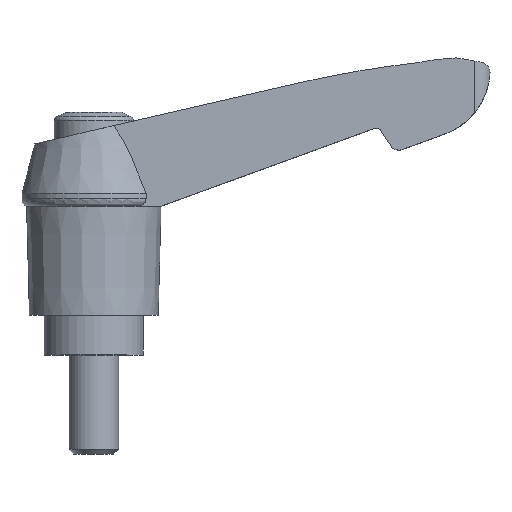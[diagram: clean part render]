
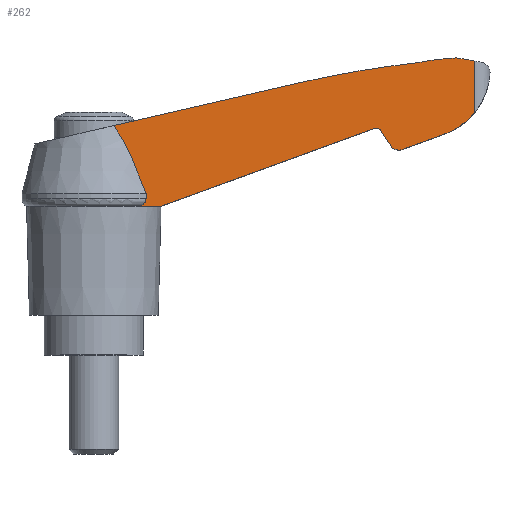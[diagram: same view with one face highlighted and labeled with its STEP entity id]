
A CAD part, top view. The second image highlights one B-rep face of the part: STEP entity #262.
In plain terms, the highlighted planar face has unit normal (0.035, 0, 0.999).
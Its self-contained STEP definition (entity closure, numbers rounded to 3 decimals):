
#262 = ADVANCED_FACE( '', ( #535 ), #536, .F. );
#535 = FACE_OUTER_BOUND( '', #806, .T. );
#536 = PLANE( '', #807 );
#806 = EDGE_LOOP( '', ( #1518, #1519, #1520, #1521, #1522, #1523, #1524, #1525, #1526, #1527, #1528, #1529, #1530, #1531, #1532 ) );
#807 = AXIS2_PLACEMENT_3D( '', #1533, #1534, #1535 );
#1518 = ORIENTED_EDGE( '', *, *, #1848, .F. );
#1519 = ORIENTED_EDGE( '', *, *, #1881, .T. );
#1520 = ORIENTED_EDGE( '', *, *, #1644, .F. );
#1521 = ORIENTED_EDGE( '', *, *, #1882, .F. );
#1522 = ORIENTED_EDGE( '', *, *, #1883, .T. );
#1523 = ORIENTED_EDGE( '', *, *, #1781, .F. );
#1524 = ORIENTED_EDGE( '', *, *, #1620, .F. );
#1525 = ORIENTED_EDGE( '', *, *, #1774, .F. );
#1526 = ORIENTED_EDGE( '', *, *, #1673, .F. );
#1527 = ORIENTED_EDGE( '', *, *, #1597, .F. );
#1528 = ORIENTED_EDGE( '', *, *, #1753, .F. );
#1529 = ORIENTED_EDGE( '', *, *, #1681, .F. );
#1530 = ORIENTED_EDGE( '', *, *, #1662, .F. );
#1531 = ORIENTED_EDGE( '', *, *, #1600, .F. );
#1532 = ORIENTED_EDGE( '', *, *, #1677, .F. );
#1533 = CARTESIAN_POINT( '', ( 0., 35., 5.157 ) );
#1534 = DIRECTION( '', ( -0.035, 0., -0.999 ) );
#1535 = DIRECTION( '', ( -0.999, 0., 0.035 ) );
#1597 = EDGE_CURVE( '', #1897, #1899, #1900, .T. );
#1600 = EDGE_CURVE( '', #1903, #1904, #1905, .T. );
#1620 = EDGE_CURVE( '', #1939, #1934, #1941, .T. );
#1644 = EDGE_CURVE( '', #1981, #1982, #1983, .T. );
#1662 = EDGE_CURVE( '', #1904, #2008, #2012, .T. );
#1673 = EDGE_CURVE( '', #1899, #2014, #2031, .T. );
#1677 = EDGE_CURVE( '', #2035, #1903, #2037, .T. );
#1681 = EDGE_CURVE( '', #2008, #2039, #2043, .T. );
#1753 = EDGE_CURVE( '', #2039, #1897, #2158, .T. );
#1774 = EDGE_CURVE( '', #2014, #1939, #2187, .T. );
#1781 = EDGE_CURVE( '', #1934, #2192, #2196, .T. );
#1848 = EDGE_CURVE( '', #2284, #2035, #2286, .T. );
#1881 = EDGE_CURVE( '', #2284, #1982, #2324, .T. );
#1882 = EDGE_CURVE( '', #2325, #1981, #2326, .T. );
#1883 = EDGE_CURVE( '', #2325, #2192, #2327, .T. );
#1897 = VERTEX_POINT( '', #2352 );
#1899 = VERTEX_POINT( '', #2357 );
#1900 = LINE( '', #2358, #2359 );
#1903 = VERTEX_POINT( '', #2381 );
#1904 = VERTEX_POINT( '', #2382 );
#1905 = LINE( '', #2383, #2384 );
#1934 = VERTEX_POINT( '', #2438 );
#1939 = VERTEX_POINT( '', #2444 );
#1941 = ELLIPSE( '', #2447, 1.001, 1. );
#1981 = VERTEX_POINT( '', #2507 );
#1982 = VERTEX_POINT( '', #2508 );
#1983 = LINE( '', #2509, #2510 );
#2008 = VERTEX_POINT( '', #2543 );
#2012 = ELLIPSE( '', #2548, 105.065, 105. );
#2014 = VERTEX_POINT( '', #2550 );
#2031 = ELLIPSE( '', #2599, 7.004, 7. );
#2035 = VERTEX_POINT( '', #2612 );
#2037 = B_SPLINE_CURVE_WITH_KNOTS( '', 3, ( #2614, #2615, #2616, #2617, #2618, #2619, #2620, #2621, #2622, #2623 ), .UNSPECIFIED., .F., .F., ( 4, 2, 2, 2, 4 ), ( 0., 0.004, 0.006, 0.007, 0.008 ), .UNSPECIFIED. );
#2039 = VERTEX_POINT( '', #2625 );
#2043 = ELLIPSE( '', #2630, 29.818, 29.8 );
#2158 = ELLIPSE( '', #2796, 31.019, 31. );
#2187 = LINE( '', #2831, #2832 );
#2192 = VERTEX_POINT( '', #2840 );
#2196 = LINE( '', #2846, #2847 );
#2284 = VERTEX_POINT( '', #2969 );
#2286 = LINE( '', #2971, #2972 );
#2324 = B_SPLINE_CURVE_WITH_KNOTS( '', 3, ( #3032, #3033, #3034, #3035, #3036, #3037 ), .UNSPECIFIED., .F., .F., ( 4, 2, 4 ), ( 0., 0.001, 0.001 ), .UNSPECIFIED. );
#2325 = VERTEX_POINT( '', #3038 );
#2326 = LINE( '', #3039, #3040 );
#2327 = ELLIPSE( '', #3041, 0.5, 0.5 );
#2352 = CARTESIAN_POINT( '', ( 38.456, 29.67, 3.804 ) );
#2357 = CARTESIAN_POINT( '', ( 38.456, 24.475, 3.804 ) );
#2358 = CARTESIAN_POINT( '', ( 38.456, 35., 3.804 ) );
#2359 = VECTOR( '', #3054, 1000. );
#2381 = CARTESIAN_POINT( '', ( 2.014, 23.149, 5.086 ) );
#2382 = CARTESIAN_POINT( '', ( 21., 27.532, 4.418 ) );
#2383 = CARTESIAN_POINT( '', ( 20.906, 27.511, 4.422 ) );
#2384 = VECTOR( '', #3055, 1000. );
#2438 = CARTESIAN_POINT( '', ( 29.977, 21.134, 4.102 ) );
#2444 = CARTESIAN_POINT( '', ( 31.148, 20.754, 4.061 ) );
#2447 = AXIS2_PLACEMENT_3D( '', #3081, #3082, #3083 );
#2507 = CARTESIAN_POINT( '', ( 6.7, 15., 4.921 ) );
#2508 = CARTESIAN_POINT( '', ( 4.596, 15., 4.995 ) );
#2509 = CARTESIAN_POINT( '', ( -0.074, 15., 5.159 ) );
#2510 = VECTOR( '', #3110, 1000. );
#2543 = CARTESIAN_POINT( '', ( 32.6, 29.5, 4.01 ) );
#2548 = AXIS2_PLACEMENT_3D( '', #3135, #3136, #3137 );
#2550 = CARTESIAN_POINT( '', ( 35.1, 22.192, 3.922 ) );
#2599 = AXIS2_PLACEMENT_3D( '', #3151, #3152, #3153 );
#2612 = CARTESIAN_POINT( '', ( 5.277, 16.3, 4.971 ) );
#2614 = CARTESIAN_POINT( '', ( 5.277, 16.3, 4.971 ) );
#2615 = CARTESIAN_POINT( '', ( 4.838, 17.49, 4.987 ) );
#2616 = CARTESIAN_POINT( '', ( 4.376, 18.673, 5.003 ) );
#2617 = CARTESIAN_POINT( '', ( 3.6, 20.41, 5.03 ) );
#2618 = CARTESIAN_POINT( '', ( 3.327, 20.983, 5.04 ) );
#2619 = CARTESIAN_POINT( '', ( 2.876, 21.822, 5.056 ) );
#2620 = CARTESIAN_POINT( '', ( 2.72, 22.097, 5.061 ) );
#2621 = CARTESIAN_POINT( '', ( 2.385, 22.636, 5.073 ) );
#2622 = CARTESIAN_POINT( '', ( 2.207, 22.899, 5.079 ) );
#2623 = CARTESIAN_POINT( '', ( 2.014, 23.149, 5.086 ) );
#2625 = CARTESIAN_POINT( '', ( 36.6, 30., 3.87 ) );
#2630 = AXIS2_PLACEMENT_3D( '', #3161, #3162, #3163 );
#2796 = AXIS2_PLACEMENT_3D( '', #3250, #3251, #3252 );
#2831 = CARTESIAN_POINT( '', ( 31.049, 20.718, 4.065 ) );
#2832 = VECTOR( '', #3280, 1000. );
#2840 = CARTESIAN_POINT( '', ( 28.929, 22.687, 4.139 ) );
#2846 = CARTESIAN_POINT( '', ( 28.895, 22.738, 4.141 ) );
#2847 = VECTOR( '', #3286, 1000. );
#2969 = CARTESIAN_POINT( '', ( 5.277, 15.772, 4.971 ) );
#2971 = CARTESIAN_POINT( '', ( 5.277, 44.198, 4.971 ) );
#2972 = VECTOR( '', #3373, 1000. );
#3032 = CARTESIAN_POINT( '', ( 5.277, 15.772, 4.971 ) );
#3033 = CARTESIAN_POINT( '', ( 5.273, 15.588, 4.971 ) );
#3034 = CARTESIAN_POINT( '', ( 5.185, 15.415, 4.974 ) );
#3035 = CARTESIAN_POINT( '', ( 4.931, 15.154, 4.983 ) );
#3036 = CARTESIAN_POINT( '', ( 4.769, 15.062, 4.989 ) );
#3037 = CARTESIAN_POINT( '', ( 4.596, 15., 4.995 ) );
#3038 = CARTESIAN_POINT( '', ( 28.344, 22.878, 4.16 ) );
#3039 = CARTESIAN_POINT( '', ( 6.628, 14.974, 4.924 ) );
#3040 = VECTOR( '', #3396, 1000. );
#3041 = AXIS2_PLACEMENT_3D( '', #3397, #3398, #3399 );
#3054 = DIRECTION( '', ( 0., -1., 0. ) );
#3055 = DIRECTION( '', ( 0.974, 0.225, -0.034 ) );
#3081 = CARTESIAN_POINT( '', ( 30.806, 21.694, 4.073 ) );
#3082 = DIRECTION( '', ( -0.035, 0., -0.999 ) );
#3083 = DIRECTION( '', ( 0.999, 0., -0.035 ) );
#3110 = DIRECTION( '', ( -0.999, 0., 0.035 ) );
#3135 = CARTESIAN_POINT( '', ( 44.332, -74.843, 3.598 ) );
#3136 = DIRECTION( '', ( -0.035, 0., -0.999 ) );
#3137 = DIRECTION( '', ( 0.999, 0., -0.035 ) );
#3151 = CARTESIAN_POINT( '', ( 33.01, 28.873, 3.996 ) );
#3152 = DIRECTION( '', ( -0.035, 0., -0.999 ) );
#3153 = DIRECTION( '', ( 0.999, 0., -0.035 ) );
#3161 = CARTESIAN_POINT( '', ( 38.288, 0.248, 3.81 ) );
#3162 = DIRECTION( '', ( -0.035, 0., -0.999 ) );
#3163 = DIRECTION( '', ( 0.999, 0., -0.035 ) );
#3250 = CARTESIAN_POINT( '', ( 32.097, -0.671, 4.028 ) );
#3251 = DIRECTION( '', ( -0.035, 0., -0.999 ) );
#3252 = DIRECTION( '', ( 0.999, 0., -0.035 ) );
#3280 = DIRECTION( '', ( -0.939, -0.342, 0.033 ) );
#3286 = DIRECTION( '', ( -0.559, 0.829, 0.02 ) );
#3373 = DIRECTION( '', ( 0., 1., 0. ) );
#3396 = DIRECTION( '', ( -0.939, -0.342, 0.033 ) );
#3397 = CARTESIAN_POINT( '', ( 28.515, 22.408, 4.154 ) );
#3398 = DIRECTION( '', ( -0.035, 0., -0.999 ) );
#3399 = DIRECTION( '', ( 0.999, 0., -0.035 ) );
